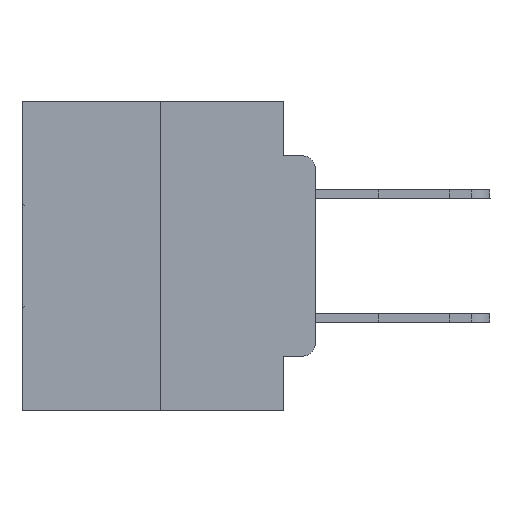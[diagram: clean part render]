
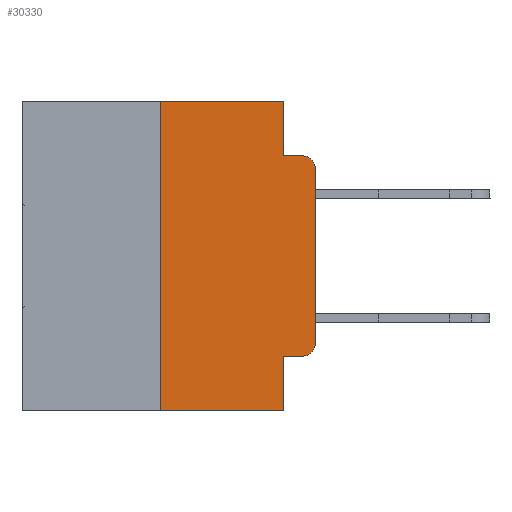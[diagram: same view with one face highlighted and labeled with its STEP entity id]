
A CAD part, left-side view. The second image highlights one B-rep face of the part: STEP entity #30330.
In plain terms, the highlighted planar face has unit normal (-1, 0, 0).
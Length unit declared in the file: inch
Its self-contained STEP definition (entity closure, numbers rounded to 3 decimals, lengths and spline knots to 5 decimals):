
#21 = CARTESIAN_POINT ( 'NONE',  ( 0., 0., 0. ) ) ;
#93 = VECTOR ( 'NONE', #19094, 39.37008 ) ;
#268 = ORIENTED_EDGE ( 'NONE', *, *, #3036, .T. ) ;
#717 = ORIENTED_EDGE ( 'NONE', *, *, #16658, .T. ) ;
#1218 = CARTESIAN_POINT ( 'NONE',  ( 0., 0.051, 0. ) ) ;
#1259 = VERTEX_POINT ( 'NONE', #30745 ) ;
#1290 = VERTEX_POINT ( 'NONE', #18054 ) ;
#1701 = AXIS2_PLACEMENT_3D ( 'NONE', #13889, #30212, #16285 ) ;
#1772 = CARTESIAN_POINT ( 'NONE',  ( 0., 0., -0.1085 ) ) ;
#1952 = ORIENTED_EDGE ( 'NONE', *, *, #19535, .F. ) ;
#2211 = LINE ( 'NONE', #8038, #28183 ) ;
#2355 = DIRECTION ( 'NONE',  ( -1., 0., 0. ) ) ;
#2507 = VECTOR ( 'NONE', #15853, 39.37008 ) ;
#3036 = EDGE_CURVE ( 'NONE', #12916, #17515, #15368, .T. ) ;
#3098 = DIRECTION ( 'NONE',  ( 0., -1., 0. ) ) ;
#3272 = ORIENTED_EDGE ( 'NONE', *, *, #8707, .T. ) ;
#3400 = VERTEX_POINT ( 'NONE', #21431 ) ;
#3849 = VECTOR ( 'NONE', #20326, 39.37008 ) ;
#3861 = ORIENTED_EDGE ( 'NONE', *, *, #5403, .T. ) ;
#4517 = VERTEX_POINT ( 'NONE', #1772 ) ;
#5218 = DIRECTION ( 'NONE',  ( 0., 0., 1. ) ) ;
#5403 = EDGE_CURVE ( 'NONE', #4517, #22778, #14154, .T. ) ;
#5950 = AXIS2_PLACEMENT_3D ( 'NONE', #26397, #2355, #26016 ) ;
#6503 = ORIENTED_EDGE ( 'NONE', *, *, #14957, .F. ) ;
#6635 = DIRECTION ( 'NONE',  ( 1., 0., 0. ) ) ;
#6826 = CIRCLE ( 'NONE', #1701, 0.02 ) ;
#6941 = EDGE_CURVE ( 'NONE', #3400, #22778, #2211, .T. ) ;
#7964 = CARTESIAN_POINT ( 'NONE',  ( 0., 0.473, 0. ) ) ;
#8038 = CARTESIAN_POINT ( 'NONE',  ( 0., 0.051, -0.0885 ) ) ;
#8110 = EDGE_CURVE ( 'NONE', #1290, #17515, #10500, .T. ) ;
#8707 = EDGE_CURVE ( 'NONE', #1259, #4517, #22661, .T. ) ;
#8853 = LINE ( 'NONE', #13291, #3849 ) ;
#9028 = DIRECTION ( 'NONE',  ( 0., -1., 0. ) ) ;
#9196 = CARTESIAN_POINT ( 'NONE',  ( 0., 0.051, 0. ) ) ;
#9422 = VERTEX_POINT ( 'NONE', #17196 ) ;
#10278 = EDGE_CURVE ( 'NONE', #1290, #9422, #8853, .T. ) ;
#10500 = LINE ( 'NONE', #29500, #2507 ) ;
#11068 = ORIENTED_EDGE ( 'NONE', *, *, #8110, .F. ) ;
#11291 = ORIENTED_EDGE ( 'NONE', *, *, #6941, .F. ) ;
#12145 = VERTEX_POINT ( 'NONE', #1218 ) ;
#12915 = CARTESIAN_POINT ( 'NONE',  ( 0., 0.25, -0.5 ) ) ;
#12916 = VERTEX_POINT ( 'NONE', #12915 ) ;
#13291 = CARTESIAN_POINT ( 'NONE',  ( 0., 0.051, -0.4115 ) ) ;
#13467 = ORIENTED_EDGE ( 'NONE', *, *, #29004, .F. ) ;
#13729 = PLANE ( 'NONE',  #17112 ) ;
#13889 = CARTESIAN_POINT ( 'NONE',  ( 0., 0.02, -0.3915 ) ) ;
#14154 = CIRCLE ( 'NONE', #5950, 0.02 ) ;
#14588 = ORIENTED_EDGE ( 'NONE', *, *, #10278, .T. ) ;
#14855 = VECTOR ( 'NONE', #3098, 39.37008 ) ;
#14860 = CARTESIAN_POINT ( 'NONE',  ( 0., 0.051, -0.5 ) ) ;
#14957 = EDGE_CURVE ( 'NONE', #12145, #3400, #28264, .T. ) ;
#15368 = LINE ( 'NONE', #23721, #21646 ) ;
#15853 = DIRECTION ( 'NONE',  ( 0., 0., -1. ) ) ;
#16202 = VERTEX_POINT ( 'NONE', #26203 ) ;
#16285 = DIRECTION ( 'NONE',  ( 0., 0., -1. ) ) ;
#16658 = EDGE_CURVE ( 'NONE', #9422, #1259, #6826, .T. ) ;
#17112 = AXIS2_PLACEMENT_3D ( 'NONE', #20858, #6635, #23206 ) ;
#17176 = DIRECTION ( 'NONE',  ( 0., -1., 0. ) ) ;
#17196 = CARTESIAN_POINT ( 'NONE',  ( 0., 0.02, -0.4115 ) ) ;
#17221 = FACE_OUTER_BOUND ( 'NONE', #22015, .T. ) ;
#17515 = VERTEX_POINT ( 'NONE', #14860 ) ;
#17625 = VECTOR ( 'NONE', #5218, 39.37008 ) ;
#18054 = CARTESIAN_POINT ( 'NONE',  ( 0., 0.051, -0.4115 ) ) ;
#18085 = VECTOR ( 'NONE', #23343, 39.37008 ) ;
#18374 = LINE ( 'NONE', #21789, #17625 ) ;
#18822 = CARTESIAN_POINT ( 'NONE',  ( 0., 0.02, -0.0885 ) ) ;
#19094 = DIRECTION ( 'NONE',  ( 0., 0., 1. ) ) ;
#19535 = EDGE_CURVE ( 'NONE', #16202, #12145, #21146, .T. ) ;
#20326 = DIRECTION ( 'NONE',  ( 0., -1., 0. ) ) ;
#20858 = CARTESIAN_POINT ( 'NONE',  ( 0., 0.473, 0. ) ) ;
#21146 = LINE ( 'NONE', #7964, #14855 ) ;
#21431 = CARTESIAN_POINT ( 'NONE',  ( 0., 0.051, -0.0885 ) ) ;
#21646 = VECTOR ( 'NONE', #9028, 39.37008 ) ;
#21789 = CARTESIAN_POINT ( 'NONE',  ( 0., 0.25, 0. ) ) ;
#22015 = EDGE_LOOP ( 'NONE', ( #3272, #3861, #11291, #6503, #1952, #13467, #268, #11068, #14588, #717 ) ) ;
#22661 = LINE ( 'NONE', #21, #93 ) ;
#22778 = VERTEX_POINT ( 'NONE', #18822 ) ;
#23206 = DIRECTION ( 'NONE',  ( 0., 0., -1. ) ) ;
#23343 = DIRECTION ( 'NONE',  ( 0., 0., -1. ) ) ;
#23721 = CARTESIAN_POINT ( 'NONE',  ( 0., 0.473, -0.5 ) ) ;
#26016 = DIRECTION ( 'NONE',  ( 0., 0., -1. ) ) ;
#26203 = CARTESIAN_POINT ( 'NONE',  ( 0., 0.25, 0. ) ) ;
#26397 = CARTESIAN_POINT ( 'NONE',  ( 0., 0.02, -0.1085 ) ) ;
#28183 = VECTOR ( 'NONE', #17176, 39.37008 ) ;
#28264 = LINE ( 'NONE', #9196, #18085 ) ;
#29004 = EDGE_CURVE ( 'NONE', #12916, #16202, #18374, .T. ) ;
#29500 = CARTESIAN_POINT ( 'NONE',  ( 0., 0.051, 0. ) ) ;
#30212 = DIRECTION ( 'NONE',  ( -1., 0., 0. ) ) ;
#30330 = ADVANCED_FACE ( 'NONE', ( #17221 ), #13729, .F. ) ;
#30745 = CARTESIAN_POINT ( 'NONE',  ( 0., 0., -0.3915 ) ) ;
